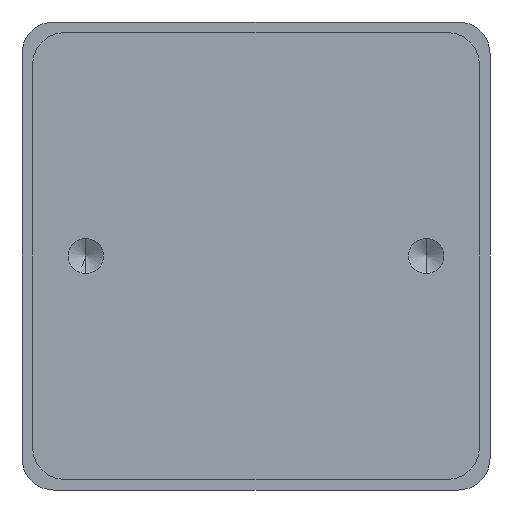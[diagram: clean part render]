
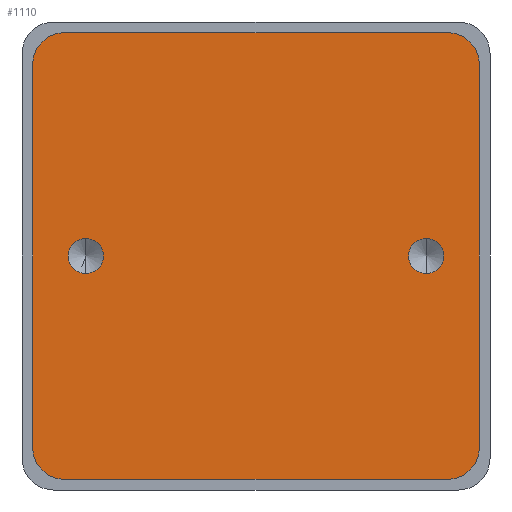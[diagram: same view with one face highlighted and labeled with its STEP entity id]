
A CAD part, front view. The second image highlights one B-rep face of the part: STEP entity #1110.
In plain terms, the highlighted planar face has unit normal (0, -1, 0).
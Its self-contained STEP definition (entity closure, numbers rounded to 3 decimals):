
#19 = ORIENTED_EDGE ( 'NONE', *, *, #682, .T. ) ;
#25 = CARTESIAN_POINT ( 'NONE',  ( -16., 0., -1.65 ) ) ;
#27 = ORIENTED_EDGE ( 'NONE', *, *, #310, .F. ) ;
#37 = EDGE_LOOP ( 'NONE', ( #1074, #1192 ) ) ;
#76 = DIRECTION ( 'NONE',  ( 0., -1., 0. ) ) ;
#124 = DIRECTION ( 'NONE',  ( 0., -1., 0. ) ) ;
#131 = DIRECTION ( 'NONE',  ( 0., 0., -1. ) ) ;
#142 = AXIS2_PLACEMENT_3D ( 'NONE', #839, #1213, #1345 ) ;
#153 = EDGE_CURVE ( 'NONE', #1618, #1103, #1513, .T. ) ;
#166 = VERTEX_POINT ( 'NONE', #812 ) ;
#177 = DIRECTION ( 'NONE',  ( 0., 0., -1. ) ) ;
#191 = AXIS2_PLACEMENT_3D ( 'NONE', #403, #1653, #888 ) ;
#194 = DIRECTION ( 'NONE',  ( 0., 0., 1. ) ) ;
#240 = FACE_BOUND ( 'NONE', #37, .T. ) ;
#253 = CARTESIAN_POINT ( 'NONE',  ( -18., 0., 18. ) ) ;
#258 = VERTEX_POINT ( 'NONE', #504 ) ;
#261 = DIRECTION ( 'NONE',  ( 0., 0., 1. ) ) ;
#292 = DIRECTION ( 'NONE',  ( 0., -1., 0. ) ) ;
#304 = LINE ( 'NONE', #1464, #737 ) ;
#310 = EDGE_CURVE ( 'NONE', #166, #258, #765, .T. ) ;
#315 = CARTESIAN_POINT ( 'NONE',  ( 21., 0., -18. ) ) ;
#356 = AXIS2_PLACEMENT_3D ( 'NONE', #253, #124, #261 ) ;
#398 = EDGE_CURVE ( 'NONE', #809, #1364, #877, .T. ) ;
#399 = AXIS2_PLACEMENT_3D ( 'NONE', #490, #1502, #748 ) ;
#403 = CARTESIAN_POINT ( 'NONE',  ( 18., 0., -18. ) ) ;
#427 = CARTESIAN_POINT ( 'NONE',  ( -16., 0., 0. ) ) ;
#451 = AXIS2_PLACEMENT_3D ( 'NONE', #1002, #1626, #471 ) ;
#458 = DIRECTION ( 'NONE',  ( 0., 0., 1. ) ) ;
#471 = DIRECTION ( 'NONE',  ( 0., 0., 1. ) ) ;
#474 = CARTESIAN_POINT ( 'NONE',  ( -21., 0., -21. ) ) ;
#476 = AXIS2_PLACEMENT_3D ( 'NONE', #1281, #634, #131 ) ;
#482 = EDGE_LOOP ( 'NONE', ( #1335, #19, #1486, #699, #791, #1359, #1239, #1493 ) ) ;
#490 = CARTESIAN_POINT ( 'NONE',  ( -16., 0., 0. ) ) ;
#493 = EDGE_CURVE ( 'NONE', #1103, #1618, #1567, .T. ) ;
#501 = FACE_BOUND ( 'NONE', #655, .T. ) ;
#504 = CARTESIAN_POINT ( 'NONE',  ( 16., 0., 1.65 ) ) ;
#539 = EDGE_CURVE ( 'NONE', #1505, #1451, #1104, .T. ) ;
#555 = VECTOR ( 'NONE', #1250, 1000. ) ;
#594 = ORIENTED_EDGE ( 'NONE', *, *, #984, .F. ) ;
#604 = CARTESIAN_POINT ( 'NONE',  ( 21., 0., -21. ) ) ;
#634 = DIRECTION ( 'NONE',  ( 0., -1., 0. ) ) ;
#655 = EDGE_LOOP ( 'NONE', ( #27, #594 ) ) ;
#665 = VERTEX_POINT ( 'NONE', #1158 ) ;
#676 = AXIS2_PLACEMENT_3D ( 'NONE', #1324, #1440, #458 ) ;
#682 = EDGE_CURVE ( 'NONE', #1451, #809, #1501, .T. ) ;
#699 = ORIENTED_EDGE ( 'NONE', *, *, #1651, .T. ) ;
#711 = CARTESIAN_POINT ( 'NONE',  ( 18., 0., 21. ) ) ;
#717 = CARTESIAN_POINT ( 'NONE',  ( -18., 0., 21. ) ) ;
#737 = VECTOR ( 'NONE', #1199, 1000. ) ;
#746 = FACE_OUTER_BOUND ( 'NONE', #482, .T. ) ;
#748 = DIRECTION ( 'NONE',  ( 0., 0., -1. ) ) ;
#757 = PLANE ( 'NONE',  #451 ) ;
#765 = CIRCLE ( 'NONE', #476, 1.65 ) ;
#791 = ORIENTED_EDGE ( 'NONE', *, *, #1497, .F. ) ;
#800 = AXIS2_PLACEMENT_3D ( 'NONE', #427, #292, #177 ) ;
#809 = VERTEX_POINT ( 'NONE', #315 ) ;
#812 = CARTESIAN_POINT ( 'NONE',  ( 16., 0., -1.65 ) ) ;
#839 = CARTESIAN_POINT ( 'NONE',  ( 16., 0., 0. ) ) ;
#843 = VECTOR ( 'NONE', #1177, 1000. ) ;
#847 = VERTEX_POINT ( 'NONE', #717 ) ;
#876 = AXIS2_PLACEMENT_3D ( 'NONE', #1586, #76, #194 ) ;
#877 = LINE ( 'NONE', #604, #555 ) ;
#888 = DIRECTION ( 'NONE',  ( 0., 0., 1. ) ) ;
#917 = VERTEX_POINT ( 'NONE', #1597 ) ;
#941 = EDGE_CURVE ( 'NONE', #917, #665, #304, .T. ) ;
#984 = EDGE_CURVE ( 'NONE', #258, #166, #1085, .T. ) ;
#987 = CARTESIAN_POINT ( 'NONE',  ( -16., 0., 1.65 ) ) ;
#1002 = CARTESIAN_POINT ( 'NONE',  ( 0., 0., 0. ) ) ;
#1009 = EDGE_CURVE ( 'NONE', #917, #1505, #1592, .T. ) ;
#1064 = VECTOR ( 'NONE', #1636, 1000. ) ;
#1074 = ORIENTED_EDGE ( 'NONE', *, *, #153, .F. ) ;
#1085 = CIRCLE ( 'NONE', #142, 1.65 ) ;
#1103 = VERTEX_POINT ( 'NONE', #987 ) ;
#1104 = LINE ( 'NONE', #474, #1064 ) ;
#1105 = CIRCLE ( 'NONE', #356, 3. ) ;
#1110 = ADVANCED_FACE ( 'NONE', ( #501, #240, #746 ), #757, .F. ) ;
#1158 = CARTESIAN_POINT ( 'NONE',  ( -21., 0., 18. ) ) ;
#1177 = DIRECTION ( 'NONE',  ( 1., 0., 0. ) ) ;
#1192 = ORIENTED_EDGE ( 'NONE', *, *, #493, .F. ) ;
#1199 = DIRECTION ( 'NONE',  ( 0., 0., 1. ) ) ;
#1213 = DIRECTION ( 'NONE',  ( 0., -1., 0. ) ) ;
#1239 = ORIENTED_EDGE ( 'NONE', *, *, #941, .F. ) ;
#1250 = DIRECTION ( 'NONE',  ( 0., 0., 1. ) ) ;
#1274 = CARTESIAN_POINT ( 'NONE',  ( 18., 0., -21. ) ) ;
#1281 = CARTESIAN_POINT ( 'NONE',  ( 16., 0., 0. ) ) ;
#1283 = LINE ( 'NONE', #1646, #843 ) ;
#1324 = CARTESIAN_POINT ( 'NONE',  ( 18., 0., 18. ) ) ;
#1335 = ORIENTED_EDGE ( 'NONE', *, *, #539, .T. ) ;
#1345 = DIRECTION ( 'NONE',  ( 0., 0., -1. ) ) ;
#1359 = ORIENTED_EDGE ( 'NONE', *, *, #1579, .T. ) ;
#1364 = VERTEX_POINT ( 'NONE', #1605 ) ;
#1397 = CIRCLE ( 'NONE', #676, 3. ) ;
#1409 = VERTEX_POINT ( 'NONE', #711 ) ;
#1440 = DIRECTION ( 'NONE',  ( 0., -1., 0. ) ) ;
#1451 = VERTEX_POINT ( 'NONE', #1274 ) ;
#1464 = CARTESIAN_POINT ( 'NONE',  ( -21., 0., -21. ) ) ;
#1486 = ORIENTED_EDGE ( 'NONE', *, *, #398, .T. ) ;
#1493 = ORIENTED_EDGE ( 'NONE', *, *, #1009, .T. ) ;
#1497 = EDGE_CURVE ( 'NONE', #847, #1409, #1283, .T. ) ;
#1501 = CIRCLE ( 'NONE', #191, 3. ) ;
#1502 = DIRECTION ( 'NONE',  ( 0., -1., 0. ) ) ;
#1505 = VERTEX_POINT ( 'NONE', #1544 ) ;
#1513 = CIRCLE ( 'NONE', #800, 1.65 ) ;
#1544 = CARTESIAN_POINT ( 'NONE',  ( -18., 0., -21. ) ) ;
#1567 = CIRCLE ( 'NONE', #399, 1.65 ) ;
#1579 = EDGE_CURVE ( 'NONE', #847, #665, #1105, .T. ) ;
#1586 = CARTESIAN_POINT ( 'NONE',  ( -18., 0., -18. ) ) ;
#1592 = CIRCLE ( 'NONE', #876, 3. ) ;
#1597 = CARTESIAN_POINT ( 'NONE',  ( -21., 0., -18. ) ) ;
#1605 = CARTESIAN_POINT ( 'NONE',  ( 21., 0., 18. ) ) ;
#1618 = VERTEX_POINT ( 'NONE', #25 ) ;
#1626 = DIRECTION ( 'NONE',  ( 0., 1., 0. ) ) ;
#1636 = DIRECTION ( 'NONE',  ( 1., 0., 0. ) ) ;
#1646 = CARTESIAN_POINT ( 'NONE',  ( -21., 0., 21. ) ) ;
#1651 = EDGE_CURVE ( 'NONE', #1364, #1409, #1397, .T. ) ;
#1653 = DIRECTION ( 'NONE',  ( 0., -1., 0. ) ) ;
